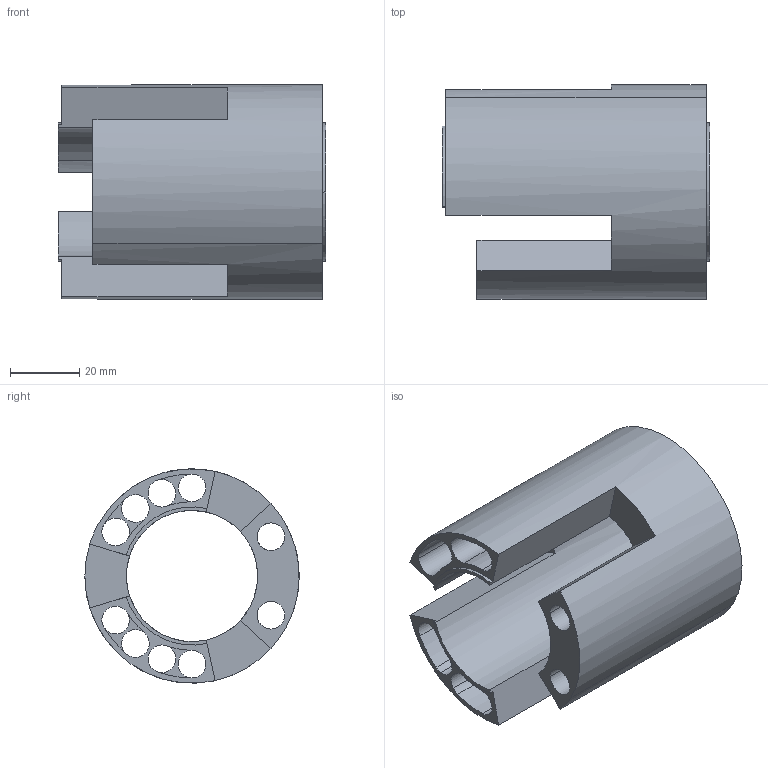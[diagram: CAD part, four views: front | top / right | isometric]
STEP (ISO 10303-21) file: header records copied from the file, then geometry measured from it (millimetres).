
FILE_DESCRIPTION(('CATIA V5 STEP Exchange'),'2;1');
FILE_NAME('MotorInternals.stp','2023-11-04T12:51:58+00:00',('none'),('none'),'CATIA Version 5 Release 20 GA (IN-10)','CATIA V5 STEP AP203','none');
FILE_SCHEMA(('CONFIG_CONTROL_DESIGN'));
Length unit declared in the file: millimetre
Products named in the file (1): MotorInternals
Bounding box: 77.3 x 61.99 x 61.98 mm (x, y, z)
Volume: 61260.5 mm3; surface area: 44929.7 mm2
Topology: 1 solids, 1 shells, 73 faces, 245 edges, 165 vertices
Faces by surface type: cylinder 48, plane 25
Entity records: 2520 total; most frequent: ORIENTED_EDGE 490, CARTESIAN_POINT 447, DIRECTION 317, EDGE_CURVE 245, AXIS2_PLACEMENT_3D 187, VERTEX_POINT 165, CIRCLE 150, VECTOR 95
